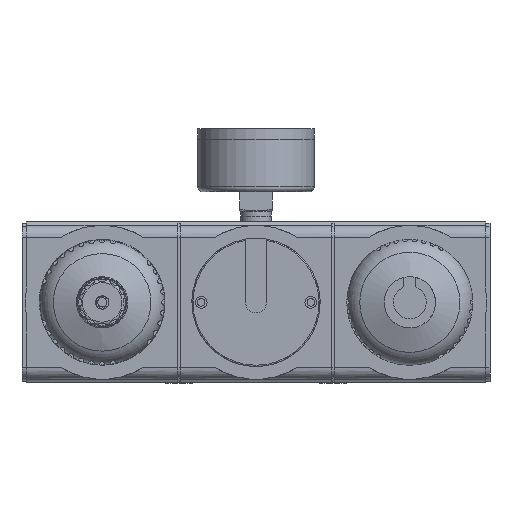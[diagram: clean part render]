
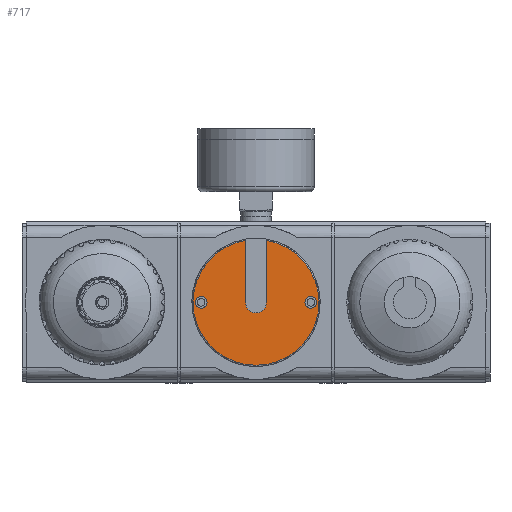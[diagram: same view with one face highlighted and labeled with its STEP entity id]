
A CAD part, front view. The second image highlights one B-rep face of the part: STEP entity #717.
In plain terms, the highlighted planar face has unit normal (0, -1, 0).
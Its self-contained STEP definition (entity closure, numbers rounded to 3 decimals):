
#717 = ADVANCED_FACE( '', ( #1978, #1979, #1980 ), #1981, .F. );
#1978 = FACE_OUTER_BOUND( '', #3835, .T. );
#1979 = FACE_BOUND( '', #3836, .T. );
#1980 = FACE_BOUND( '', #3837, .T. );
#1981 = PLANE( '', #3838 );
#3835 = EDGE_LOOP( '', ( #7897, #7898, #7899, #7900 ) );
#3836 = EDGE_LOOP( '', ( #7901 ) );
#3837 = EDGE_LOOP( '', ( #7902 ) );
#3838 = AXIS2_PLACEMENT_3D( '', #7903, #7904, #7905 );
#7897 = ORIENTED_EDGE( '', *, *, #12917, .F. );
#7898 = ORIENTED_EDGE( '', *, *, #12921, .F. );
#7899 = ORIENTED_EDGE( '', *, *, #12918, .F. );
#7900 = ORIENTED_EDGE( '', *, *, #12883, .T. );
#7901 = ORIENTED_EDGE( '', *, *, #12922, .F. );
#7902 = ORIENTED_EDGE( '', *, *, #12923, .F. );
#7903 = CARTESIAN_POINT( '', ( 27., -1.5, 0. ) );
#7904 = DIRECTION( '', ( 0., 1., 0. ) );
#7905 = DIRECTION( '', ( 0., 0., 1. ) );
#12883 = EDGE_CURVE( '', #15755, #15753, #15756, .T. );
#12917 = EDGE_CURVE( '', #15815, #15753, #15817, .T. );
#12918 = EDGE_CURVE( '', #15755, #15818, #15819, .T. );
#12921 = EDGE_CURVE( '', #15818, #15815, #15823, .F. );
#12922 = EDGE_CURVE( '', #15824, #15824, #15825, .F. );
#12923 = EDGE_CURVE( '', #15826, #15826, #15827, .F. );
#15753 = VERTEX_POINT( '', #22082 );
#15755 = VERTEX_POINT( '', #22089 );
#15756 = CIRCLE( '', #22090, 27. );
#15815 = VERTEX_POINT( '', #22251 );
#15817 = LINE( '', #22254, #22255 );
#15818 = VERTEX_POINT( '', #22256 );
#15819 = LINE( '', #22257, #22258 );
#15823 = CIRCLE( '', #22264, 4.5 );
#15824 = VERTEX_POINT( '', #22265 );
#15825 = CIRCLE( '', #22266, 2.5 );
#15826 = VERTEX_POINT( '', #22267 );
#15827 = CIRCLE( '', #22268, 2.5 );
#22082 = CARTESIAN_POINT( '', ( 4.5, -1.5, 26.622 ) );
#22089 = CARTESIAN_POINT( '', ( -4.5, -1.5, 26.622 ) );
#22090 = AXIS2_PLACEMENT_3D( '', #27554, #27555, #27556 );
#22251 = CARTESIAN_POINT( '', ( 4.5, -1.5, 0. ) );
#22254 = CARTESIAN_POINT( '', ( 4.5, -1.5, 0. ) );
#22255 = VECTOR( '', #27607, 1000. );
#22256 = CARTESIAN_POINT( '', ( -4.5, -1.5, 0. ) );
#22257 = CARTESIAN_POINT( '', ( -4.5, -1.5, 0. ) );
#22258 = VECTOR( '', #27608, 1000. );
#22264 = AXIS2_PLACEMENT_3D( '', #27611, #27612, #27613 );
#22265 = CARTESIAN_POINT( '', ( 23.5, -1.5, 2.5 ) );
#22266 = AXIS2_PLACEMENT_3D( '', #27614, #27615, #27616 );
#22267 = CARTESIAN_POINT( '', ( -23.5, -1.5, 2.5 ) );
#22268 = AXIS2_PLACEMENT_3D( '', #27617, #27618, #27619 );
#27554 = CARTESIAN_POINT( '', ( 0., -1.5, 0. ) );
#27555 = DIRECTION( '', ( 0., -1., 0. ) );
#27556 = DIRECTION( '', ( 0., 0., -1. ) );
#27607 = DIRECTION( '', ( 0., 0., 1. ) );
#27608 = DIRECTION( '', ( 0., 0., -1. ) );
#27611 = CARTESIAN_POINT( '', ( 0., -1.5, 0. ) );
#27612 = DIRECTION( '', ( 0., 1., 0. ) );
#27613 = DIRECTION( '', ( 0., 0., 1. ) );
#27614 = CARTESIAN_POINT( '', ( 23.5, -1.5, 0. ) );
#27615 = DIRECTION( '', ( 0., 1., 0. ) );
#27616 = DIRECTION( '', ( 0., 0., 1. ) );
#27617 = CARTESIAN_POINT( '', ( -23.5, -1.5, 0. ) );
#27618 = DIRECTION( '', ( 0., 1., 0. ) );
#27619 = DIRECTION( '', ( 0., 0., 1. ) );
